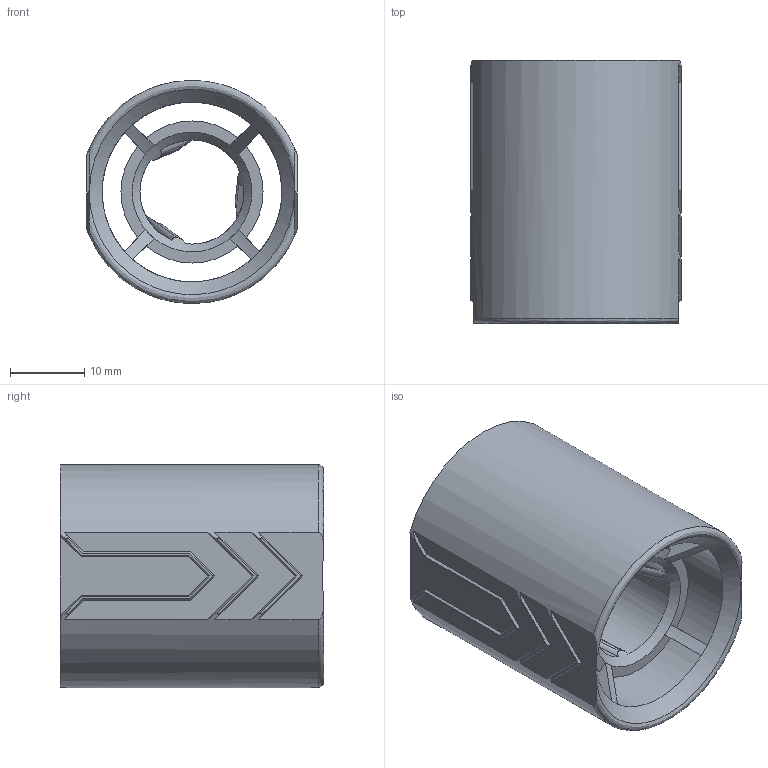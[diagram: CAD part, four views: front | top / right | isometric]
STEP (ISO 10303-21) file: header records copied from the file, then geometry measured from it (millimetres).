
FILE_DESCRIPTION(/* description */ (''),/* implementation_level */ '2;1');
FILE_NAME(/* name */ 'PCAR Muzzle-seperated.step',/* time_stamp */ '2023-06-05T23:53:33+08:00',/* author */ (''),/* organization */ (''),/* preprocessor_version */ 'ST-DEVELOPER v19.2',/* originating_system */ 'Autodesk Translation Framework v12.6.0.85',/* authorisation */ '');
FILE_SCHEMA (('AUTOMOTIVE_DESIGN { 1 0 10303 214 3 1 1 }'));
Length unit declared in the file: millimetre
Products named in the file (1): PCAR Muzzle-seperated
Bounding box: 28.29 x 35.39 x 30 mm (x, y, z)
Volume: 10677.7 mm3; surface area: 9849.4 mm2
Topology: 2 solids, 2 shells, 139 faces, 391 edges, 255 vertices
Faces by surface type: plane 70, bspline 40, cylinder 21, cone 7, torus 1
Full cylindrical faces by diameter (mm): 14 x1, 19.1 x1, 24.174 x5, 26.519 x4
Entity records: 11244 total; most frequent: CARTESIAN_POINT 7944, ORIENTED_EDGE 782, DIRECTION 519, EDGE_CURVE 391, VERTEX_POINT 255, LINE 189, VECTOR 189, AXIS2_PLACEMENT_3D 165
